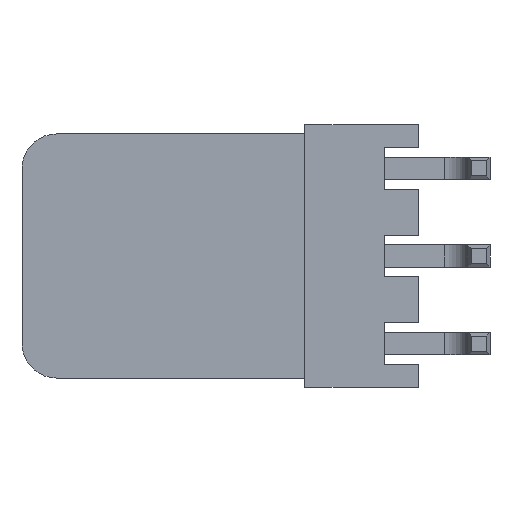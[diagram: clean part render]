
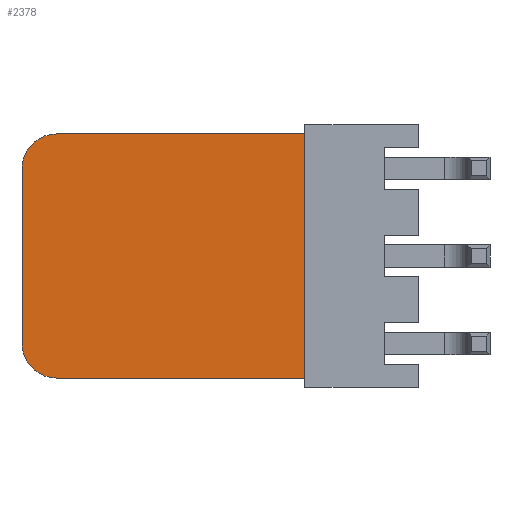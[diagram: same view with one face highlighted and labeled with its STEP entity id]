
A CAD part, left-side view. The second image highlights one B-rep face of the part: STEP entity #2378.
In plain terms, the highlighted planar face has unit normal (-1, 0, 0).
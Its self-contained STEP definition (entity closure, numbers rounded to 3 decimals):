
#16 = AXIS2_PLACEMENT_3D ( 'NONE', #260, #1777, #3068 ) ;
#170 = DIRECTION ( 'NONE',  ( 0., 1., 0. ) ) ;
#212 = CARTESIAN_POINT ( 'NONE',  ( 0., 12.25, -2.54 ) ) ;
#260 = CARTESIAN_POINT ( 'NONE',  ( 0., 12.25, -2.54 ) ) ;
#308 = ORIENTED_EDGE ( 'NONE', *, *, #862, .F. ) ;
#769 = PLANE ( 'NONE',  #16 ) ;
#862 = EDGE_CURVE ( 'NONE', #1905, #2693, #1118, .T. ) ;
#894 = EDGE_CURVE ( 'NONE', #1583, #1905, #1172, .T. ) ;
#1068 = DIRECTION ( 'NONE',  ( 0., 0., -1. ) ) ;
#1118 = CIRCLE ( 'NONE', #2345, 1. ) ;
#1136 = ORIENTED_EDGE ( 'NONE', *, *, #1349, .F. ) ;
#1172 = LINE ( 'NONE', #2410, #1545 ) ;
#1198 = CARTESIAN_POINT ( 'NONE',  ( 0., 12.25, 3.54 ) ) ;
#1301 = CARTESIAN_POINT ( 'NONE',  ( 0., 5.05, -3.54 ) ) ;
#1349 = EDGE_CURVE ( 'NONE', #2693, #2141, #2957, .T. ) ;
#1420 = EDGE_LOOP ( 'NONE', ( #1949, #1587, #2291, #1880, #1136, #308 ) ) ;
#1545 = VECTOR ( 'NONE', #170, 1000. ) ;
#1555 = CARTESIAN_POINT ( 'NONE',  ( 0., 12.25, 2.54 ) ) ;
#1583 = VERTEX_POINT ( 'NONE', #2048 ) ;
#1587 = ORIENTED_EDGE ( 'NONE', *, *, #3219, .T. ) ;
#1777 = DIRECTION ( 'NONE',  ( 1., 0., 0. ) ) ;
#1810 = AXIS2_PLACEMENT_3D ( 'NONE', #1555, #1833, #1068 ) ;
#1833 = DIRECTION ( 'NONE',  ( 1., 0., 0. ) ) ;
#1880 = ORIENTED_EDGE ( 'NONE', *, *, #2969, .F. ) ;
#1905 = VERTEX_POINT ( 'NONE', #2080 ) ;
#1949 = ORIENTED_EDGE ( 'NONE', *, *, #894, .F. ) ;
#1964 = EDGE_CURVE ( 'NONE', #3071, #2542, #2213, .T. ) ;
#2013 = CARTESIAN_POINT ( 'NONE',  ( 0., 13.25, -2.54 ) ) ;
#2038 = FACE_OUTER_BOUND ( 'NONE', #1420, .T. ) ;
#2048 = CARTESIAN_POINT ( 'NONE',  ( 0., 5.05, -3.54 ) ) ;
#2080 = CARTESIAN_POINT ( 'NONE',  ( 0., 12.25, -3.54 ) ) ;
#2141 = VERTEX_POINT ( 'NONE', #2265 ) ;
#2213 = LINE ( 'NONE', #2447, #2496 ) ;
#2265 = CARTESIAN_POINT ( 'NONE',  ( 0., 13.25, 2.54 ) ) ;
#2272 = DIRECTION ( 'NONE',  ( 0., 0., -1. ) ) ;
#2291 = ORIENTED_EDGE ( 'NONE', *, *, #1964, .T. ) ;
#2345 = AXIS2_PLACEMENT_3D ( 'NONE', #212, #2525, #2272 ) ;
#2378 = ADVANCED_FACE ( 'NONE', ( #2038 ), #769, .F. ) ;
#2410 = CARTESIAN_POINT ( 'NONE',  ( 0., 5.05, -3.54 ) ) ;
#2443 = CARTESIAN_POINT ( 'NONE',  ( 0., 5.05, 3.54 ) ) ;
#2447 = CARTESIAN_POINT ( 'NONE',  ( 0., 5.05, 3.54 ) ) ;
#2496 = VECTOR ( 'NONE', #2672, 1000. ) ;
#2525 = DIRECTION ( 'NONE',  ( 1., 0., 0. ) ) ;
#2526 = LINE ( 'NONE', #1301, #2553 ) ;
#2542 = VERTEX_POINT ( 'NONE', #1198 ) ;
#2553 = VECTOR ( 'NONE', #2843, 1000. ) ;
#2672 = DIRECTION ( 'NONE',  ( 0., 1., 0. ) ) ;
#2677 = DIRECTION ( 'NONE',  ( 0., 0., 1. ) ) ;
#2693 = VERTEX_POINT ( 'NONE', #2013 ) ;
#2828 = CIRCLE ( 'NONE', #1810, 1. ) ;
#2843 = DIRECTION ( 'NONE',  ( 0., 0., 1. ) ) ;
#2957 = LINE ( 'NONE', #3183, #3210 ) ;
#2969 = EDGE_CURVE ( 'NONE', #2141, #2542, #2828, .T. ) ;
#3068 = DIRECTION ( 'NONE',  ( 0., 0., -1. ) ) ;
#3071 = VERTEX_POINT ( 'NONE', #2443 ) ;
#3183 = CARTESIAN_POINT ( 'NONE',  ( 0., 13.25, -2.54 ) ) ;
#3210 = VECTOR ( 'NONE', #2677, 1000. ) ;
#3219 = EDGE_CURVE ( 'NONE', #1583, #3071, #2526, .T. ) ;
